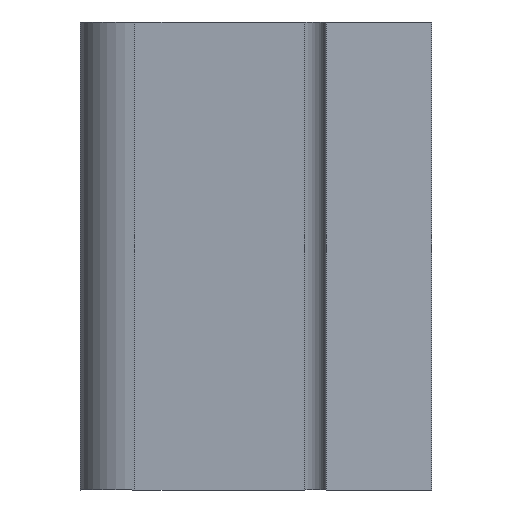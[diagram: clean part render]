
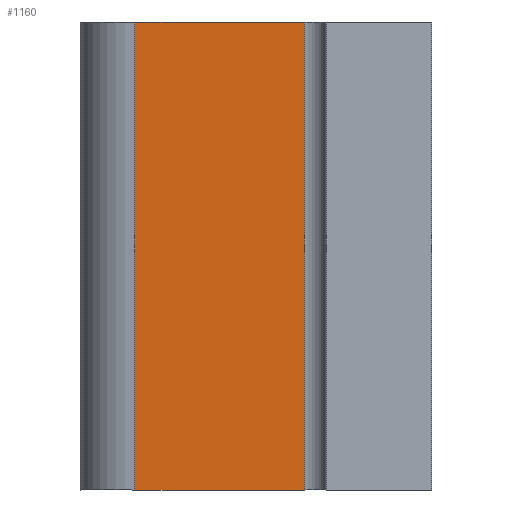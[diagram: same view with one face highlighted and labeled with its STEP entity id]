
A CAD part, left-side view. The second image highlights one B-rep face of the part: STEP entity #1160.
In plain terms, the highlighted planar face has unit normal (-0.998, 0.07, 0).
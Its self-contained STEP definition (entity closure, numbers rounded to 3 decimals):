
#38 = DIRECTION ( 'NONE',  ( -0.07, -0.998, 0. ) ) ;
#56 = EDGE_CURVE ( 'NONE', #414, #217, #1024, .T. ) ;
#112 = VERTEX_POINT ( 'NONE', #165 ) ;
#165 = CARTESIAN_POINT ( 'NONE',  ( -0.587, 0.177, 0.4 ) ) ;
#183 = EDGE_CURVE ( 'NONE', #1143, #112, #1340, .T. ) ;
#195 = VECTOR ( 'NONE', #1442, 1000. ) ;
#217 = VERTEX_POINT ( 'NONE', #1212 ) ;
#347 = VECTOR ( 'NONE', #1125, 1000. ) ;
#414 = VERTEX_POINT ( 'NONE', #901 ) ;
#415 = CARTESIAN_POINT ( 'NONE',  ( -0.561, 0.56, 0.4 ) ) ;
#493 = ORIENTED_EDGE ( 'NONE', *, *, #183, .F. ) ;
#521 = CARTESIAN_POINT ( 'NONE',  ( -0.587, 0.177, 0.4 ) ) ;
#528 = PLANE ( 'NONE',  #530 ) ;
#530 = AXIS2_PLACEMENT_3D ( 'NONE', #415, #745, #1106 ) ;
#630 = EDGE_LOOP ( 'NONE', ( #830, #647, #493, #1365 ) ) ;
#634 = CARTESIAN_POINT ( 'NONE',  ( -0.561, 0.56, 0.4 ) ) ;
#647 = ORIENTED_EDGE ( 'NONE', *, *, #1258, .T. ) ;
#652 = LINE ( 'NONE', #521, #347 ) ;
#745 = DIRECTION ( 'NONE',  ( 0.998, -0.07, 0. ) ) ;
#830 = ORIENTED_EDGE ( 'NONE', *, *, #56, .T. ) ;
#861 = CARTESIAN_POINT ( 'NONE',  ( -0.567, 0.467, 0.4 ) ) ;
#901 = CARTESIAN_POINT ( 'NONE',  ( -0.567, 0.467, -0.4 ) ) ;
#934 = CARTESIAN_POINT ( 'NONE',  ( -0.567, 0.467, 0.4 ) ) ;
#1024 = LINE ( 'NONE', #1436, #1419 ) ;
#1106 = DIRECTION ( 'NONE',  ( 0.07, 0.998, 0. ) ) ;
#1125 = DIRECTION ( 'NONE',  ( 0., 0., 1. ) ) ;
#1133 = FACE_OUTER_BOUND ( 'NONE', #630, .T. ) ;
#1143 = VERTEX_POINT ( 'NONE', #861 ) ;
#1160 = ADVANCED_FACE ( 'NONE', ( #1133 ), #528, .F. ) ;
#1212 = CARTESIAN_POINT ( 'NONE',  ( -0.587, 0.177, -0.4 ) ) ;
#1258 = EDGE_CURVE ( 'NONE', #217, #112, #652, .T. ) ;
#1340 = LINE ( 'NONE', #634, #195 ) ;
#1365 = ORIENTED_EDGE ( 'NONE', *, *, #1424, .T. ) ;
#1389 = LINE ( 'NONE', #934, #1427 ) ;
#1400 = DIRECTION ( 'NONE',  ( 0., 0., -1. ) ) ;
#1419 = VECTOR ( 'NONE', #38, 1000. ) ;
#1424 = EDGE_CURVE ( 'NONE', #1143, #414, #1389, .T. ) ;
#1427 = VECTOR ( 'NONE', #1400, 1000. ) ;
#1436 = CARTESIAN_POINT ( 'NONE',  ( -0.561, 0.56, -0.4 ) ) ;
#1442 = DIRECTION ( 'NONE',  ( -0.07, -0.998, 0. ) ) ;
